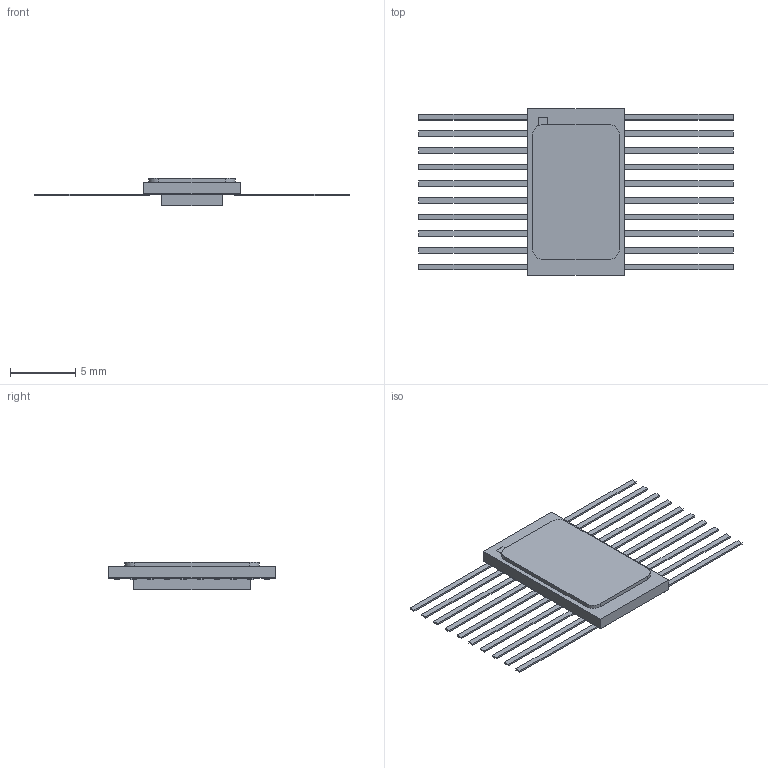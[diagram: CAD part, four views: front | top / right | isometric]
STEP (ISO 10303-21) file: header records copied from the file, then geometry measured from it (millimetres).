
FILE_DESCRIPTION((''),'2;1');
FILE_NAME('HKH0020A_ASM','2020-12-23T08:09:59',('a0412086'),(''),'CREO PARAMETRIC BY PTC INC, 2018500','CREO PARAMETRIC BY PTC INC, 2018500','');
FILE_SCHEMA(('CONFIG_CONTROL_DESIGN','SHAPE_APPEARANCE_LAYERS_GROUPS'));
Length unit declared in the file: millimetre
Products named in the file (6): BODY-CFP; LID-CFP; PEDESTAL; METPAD-CFP; LEAD-CFP; HKH0020A_ASM
Assembly tree (24 placements, depth 2):
  HKH0020A_ASM
    BODY-CFP
    LID-CFP
    PEDESTAL
    METPAD-CFP
    LEAD-CFP  x20
Bounding box: 24 x 12.7 x 2.08 mm (x, y, z)
Volume: 150.1 mm3; surface area: 735.5 mm2
Topology: 44 solids, 44 shells, 318 faces, 684 edges, 456 vertices
Faces by surface type: plane 258, cylinder 60
Entity records: 7471 total; most frequent: DIRECTION 1006, CARTESIAN_POINT 994, ORIENTED_EDGE 912, PRESENTATION_STYLE_ASSIGNMENT 482, STYLED_ITEM 481, CURVE_STYLE 456, EDGE_CURVE 456, VECTOR 374
